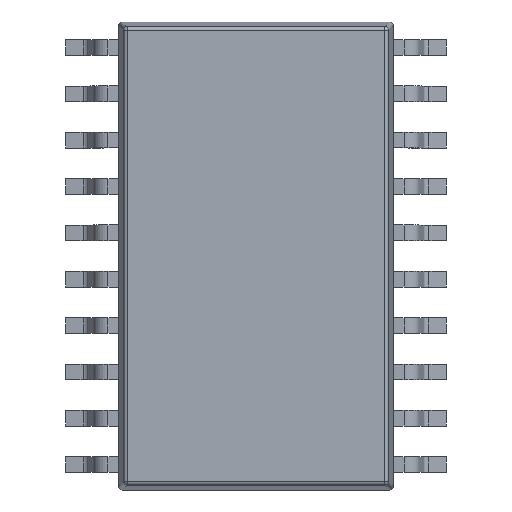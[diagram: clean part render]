
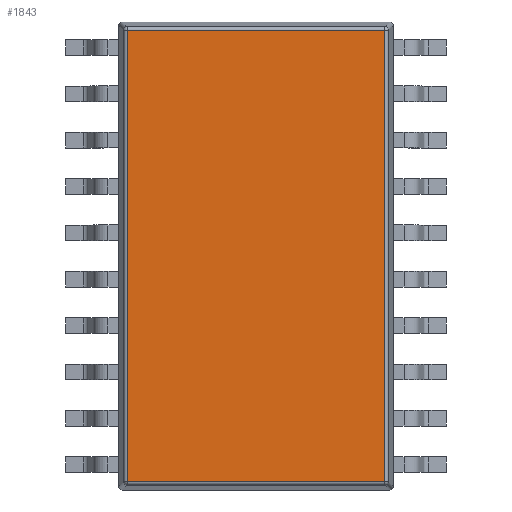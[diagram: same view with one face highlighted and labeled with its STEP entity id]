
A CAD part, top view. The second image highlights one B-rep face of the part: STEP entity #1843.
In plain terms, the highlighted face is planar.
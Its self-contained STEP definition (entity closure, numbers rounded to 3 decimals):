
#516=DIRECTION('',(-1.,0.,0.));
#517=VECTOR('',#516,12.367);
#518=CARTESIAN_POINT('',(6.183,1.145,-3.531));
#519=LINE('',#518,#517);
#530=DIRECTION('',(1.,0.,0.));
#531=VECTOR('',#530,12.367);
#532=CARTESIAN_POINT('',(-6.183,1.145,3.531));
#533=LINE('',#532,#531);
#1261=DIRECTION('',(0.,0.,1.));
#1262=VECTOR('',#1261,7.062);
#1263=CARTESIAN_POINT('',(-6.183,1.145,-3.531));
#1264=LINE('',#1263,#1262);
#1275=DIRECTION('',(0.,0.,-1.));
#1276=VECTOR('',#1275,7.062);
#1277=CARTESIAN_POINT('',(6.183,1.145,3.531));
#1278=LINE('',#1277,#1276);
#1313=CARTESIAN_POINT('',(6.183,1.145,3.531));
#1314=CARTESIAN_POINT('',(6.183,1.145,-3.531));
#1315=VERTEX_POINT('',#1313);
#1316=VERTEX_POINT('',#1314);
#1321=CARTESIAN_POINT('',(-6.183,1.145,-3.531));
#1322=VERTEX_POINT('',#1321);
#1327=CARTESIAN_POINT('',(-6.183,1.145,3.531));
#1328=VERTEX_POINT('',#1327);
#1829=CARTESIAN_POINT('',(0.,1.145,0.));
#1830=DIRECTION('',(0.,1.,0.));
#1831=DIRECTION('',(1.,0.,0.));
#1832=AXIS2_PLACEMENT_3D('',#1829,#1830,#1831);
#1833=PLANE('',#1832);
#1835=ORIENTED_EDGE('',*,*,#1834,.F.);
#1837=ORIENTED_EDGE('',*,*,#1836,.F.);
#1838=ORIENTED_EDGE('',*,*,#1820,.F.);
#1840=ORIENTED_EDGE('',*,*,#1839,.F.);
#1841=EDGE_LOOP('',(#1835,#1837,#1838,#1840));
#1842=FACE_OUTER_BOUND('',#1841,.F.);
#1843=ADVANCED_FACE('',(#1842),#1833,.T.);
#1820=EDGE_CURVE('',#1316,#1322,#519,.T.);
#1834=EDGE_CURVE('',#1328,#1315,#533,.T.);
#1836=EDGE_CURVE('',#1322,#1328,#1264,.T.);
#1839=EDGE_CURVE('',#1315,#1316,#1278,.T.);
